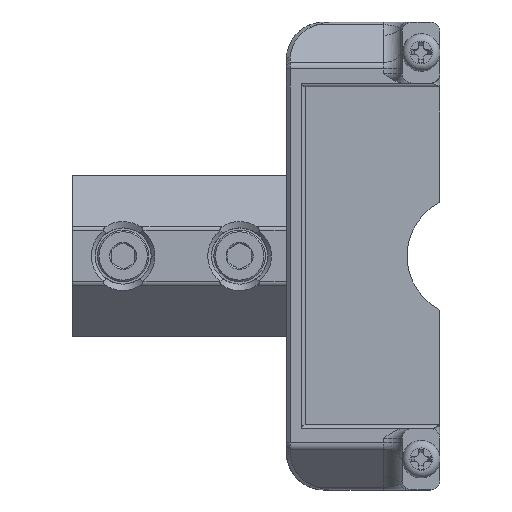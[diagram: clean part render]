
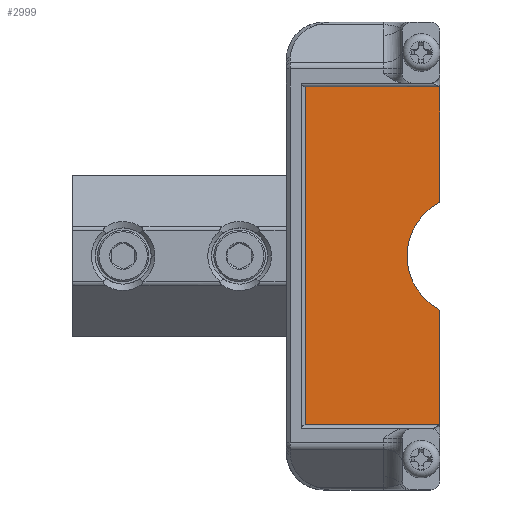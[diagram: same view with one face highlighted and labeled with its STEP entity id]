
A CAD part, top view. The second image highlights one B-rep face of the part: STEP entity #2999.
In plain terms, the highlighted planar face has unit normal (0, 0, 1).
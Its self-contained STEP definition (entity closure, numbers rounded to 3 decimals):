
#143=ELLIPSE('',#3340,1.,0.75);
#144=ELLIPSE('',#3341,1.,0.75);
#145=ELLIPSE('',#3344,1.,0.75);
#146=ELLIPSE('',#3345,1.,0.75);
#301=LINE('',#4478,#538);
#385=LINE('',#5464,#622);
#411=LINE('',#5651,#648);
#426=LINE('',#5756,#663);
#429=LINE('',#5764,#666);
#430=LINE('',#5770,#667);
#431=LINE('',#5774,#668);
#538=VECTOR('',#3650,10.);
#622=VECTOR('',#3882,10.);
#648=VECTOR('',#3998,10.);
#663=VECTOR('',#4061,10.);
#666=VECTOR('',#4070,10.);
#667=VECTOR('',#4077,10.);
#668=VECTOR('',#4080,10.);
#864=FACE_OUTER_BOUND('',#1050,.T.);
#1050=EDGE_LOOP('',(#2570,#2571,#2572,#2573,#2574,#2575,#2576,#2577,#2578,
#2579,#2580,#2581,#2582,#2583));
#1182=CIRCLE('',#3339,6.5);
#1183=CIRCLE('',#3342,1.);
#1184=CIRCLE('',#3343,1.);
#1272=VERTEX_POINT('',#4475);
#1273=VERTEX_POINT('',#4477);
#1384=VERTEX_POINT('',#5461);
#1385=VERTEX_POINT('',#5463);
#1404=VERTEX_POINT('',#5648);
#1405=VERTEX_POINT('',#5650);
#1422=VERTEX_POINT('',#5754);
#1423=VERTEX_POINT('',#5755);
#1424=VERTEX_POINT('',#5761);
#1425=VERTEX_POINT('',#5763);
#1426=VERTEX_POINT('',#5767);
#1427=VERTEX_POINT('',#5769);
#1428=VERTEX_POINT('',#5771);
#1429=VERTEX_POINT('',#5773);
#1587=EDGE_CURVE('',#1273,#1272,#301,.T.);
#1742=EDGE_CURVE('',#1384,#1385,#385,.T.);
#1791=EDGE_CURVE('',#1404,#1405,#411,.T.);
#1820=EDGE_CURVE('',#1422,#1423,#426,.T.);
#1823=EDGE_CURVE('',#1384,#1405,#1182,.T.);
#1824=EDGE_CURVE('',#1404,#1424,#143,.T.);
#1825=EDGE_CURVE('',#1424,#1425,#429,.T.);
#1826=EDGE_CURVE('',#1425,#1423,#144,.T.);
#1827=EDGE_CURVE('',#1422,#1273,#1183,.T.);
#1828=EDGE_CURVE('',#1272,#1426,#1184,.T.);
#1829=EDGE_CURVE('',#1426,#1427,#430,.T.);
#1830=EDGE_CURVE('',#1427,#1428,#145,.T.);
#1831=EDGE_CURVE('',#1428,#1429,#431,.T.);
#1832=EDGE_CURVE('',#1429,#1385,#146,.T.);
#2570=ORIENTED_EDGE('',*,*,#1823,.T.);
#2571=ORIENTED_EDGE('',*,*,#1791,.F.);
#2572=ORIENTED_EDGE('',*,*,#1824,.T.);
#2573=ORIENTED_EDGE('',*,*,#1825,.T.);
#2574=ORIENTED_EDGE('',*,*,#1826,.T.);
#2575=ORIENTED_EDGE('',*,*,#1820,.F.);
#2576=ORIENTED_EDGE('',*,*,#1827,.T.);
#2577=ORIENTED_EDGE('',*,*,#1587,.T.);
#2578=ORIENTED_EDGE('',*,*,#1828,.T.);
#2579=ORIENTED_EDGE('',*,*,#1829,.T.);
#2580=ORIENTED_EDGE('',*,*,#1830,.T.);
#2581=ORIENTED_EDGE('',*,*,#1831,.T.);
#2582=ORIENTED_EDGE('',*,*,#1832,.T.);
#2583=ORIENTED_EDGE('',*,*,#1742,.F.);
#2851=PLANE('',#3338);
#2999=ADVANCED_FACE('',(#864),#2851,.T.);
#3338=AXIS2_PLACEMENT_3D('',#5759,#4064,#4065);
#3339=AXIS2_PLACEMENT_3D('',#5760,#4066,#4067);
#3340=AXIS2_PLACEMENT_3D('',#5762,#4068,#4069);
#3341=AXIS2_PLACEMENT_3D('',#5765,#4071,#4072);
#3342=AXIS2_PLACEMENT_3D('',#5766,#4073,#4074);
#3343=AXIS2_PLACEMENT_3D('',#5768,#4075,#4076);
#3344=AXIS2_PLACEMENT_3D('',#5772,#4078,#4079);
#3345=AXIS2_PLACEMENT_3D('',#5775,#4081,#4082);
#3650=DIRECTION('',(0.,-1.,0.));
#3882=DIRECTION('',(0.,-1.,0.));
#3998=DIRECTION('',(0.,-1.,0.));
#4061=DIRECTION('',(1.,0.,0.));
#4064=DIRECTION('center_axis',(0.,0.,1.));
#4065=DIRECTION('ref_axis',(-1.,0.,0.));
#4066=DIRECTION('center_axis',(0.,0.,
-1.));
#4067=DIRECTION('ref_axis',(-0.462,0.887,0.));
#4068=DIRECTION('center_axis',(0.,0.,
-1.));
#4069=DIRECTION('ref_axis',(1.,0.,0.));
#4070=DIRECTION('',(-1.,0.,0.));
#4071=DIRECTION('center_axis',(0.,0.,
-1.));
#4072=DIRECTION('ref_axis',(1.,0.,0.));
#4073=DIRECTION('center_axis',(0.,0.,1.));
#4074=DIRECTION('ref_axis',(-1.,0.,0.));
#4075=DIRECTION('center_axis',(0.,0.,
1.));
#4076=DIRECTION('ref_axis',(0.,-1.,0.));
#4077=DIRECTION('',(1.,0.,0.));
#4078=DIRECTION('center_axis',(0.,0.,-1.));
#4079=DIRECTION('ref_axis',(1.,0.,0.));
#4080=DIRECTION('',(1.,0.,0.));
#4081=DIRECTION('center_axis',(0.,0.,
-1.));
#4082=DIRECTION('ref_axis',(1.,0.,0.));
#4475=CARTESIAN_POINT('',(88.258,687.323,2.));
#4477=CARTESIAN_POINT('',(88.258,725.323,2.));
#4478=CARTESIAN_POINT('',(88.258,725.323,2.));
#5461=CARTESIAN_POINT('',(102.658,700.557,2.));
#5463=CARTESIAN_POINT('',(102.658,686.323,2.));
#5464=CARTESIAN_POINT('',(102.658,700.557,2.));
#5648=CARTESIAN_POINT('',(102.658,726.323,2.));
#5650=CARTESIAN_POINT('',(102.658,712.09,2.));
#5651=CARTESIAN_POINT('',(102.658,726.323,2.));
#5754=CARTESIAN_POINT('',(89.258,726.323,2.));
#5755=CARTESIAN_POINT('',(98.658,726.323,2.));
#5756=CARTESIAN_POINT('',(89.258,726.323,2.));
#5759=CARTESIAN_POINT('Origin',(88.258,686.323,2.));
#5760=CARTESIAN_POINT('Origin',(105.658,706.323,2.));
#5761=CARTESIAN_POINT('',(101.658,725.573,2.));
#5762=CARTESIAN_POINT('Origin',(101.658,726.323,2.));
#5763=CARTESIAN_POINT('',(99.658,725.573,2.));
#5764=CARTESIAN_POINT('',(101.658,725.573,2.));
#5765=CARTESIAN_POINT('Origin',(99.658,726.323,2.));
#5766=CARTESIAN_POINT('Origin',(89.258,725.323,2.));
#5767=CARTESIAN_POINT('',(89.258,686.323,2.));
#5768=CARTESIAN_POINT('Origin',(89.258,687.323,2.));
#5769=CARTESIAN_POINT('',(98.658,686.323,2.));
#5770=CARTESIAN_POINT('',(89.258,686.323,2.));
#5771=CARTESIAN_POINT('',(99.658,687.073,2.));
#5772=CARTESIAN_POINT('Origin',(99.658,686.323,2.));
#5773=CARTESIAN_POINT('',(101.658,687.073,2.));
#5774=CARTESIAN_POINT('',(99.658,687.073,2.));
#5775=CARTESIAN_POINT('Origin',(101.658,686.323,2.));
